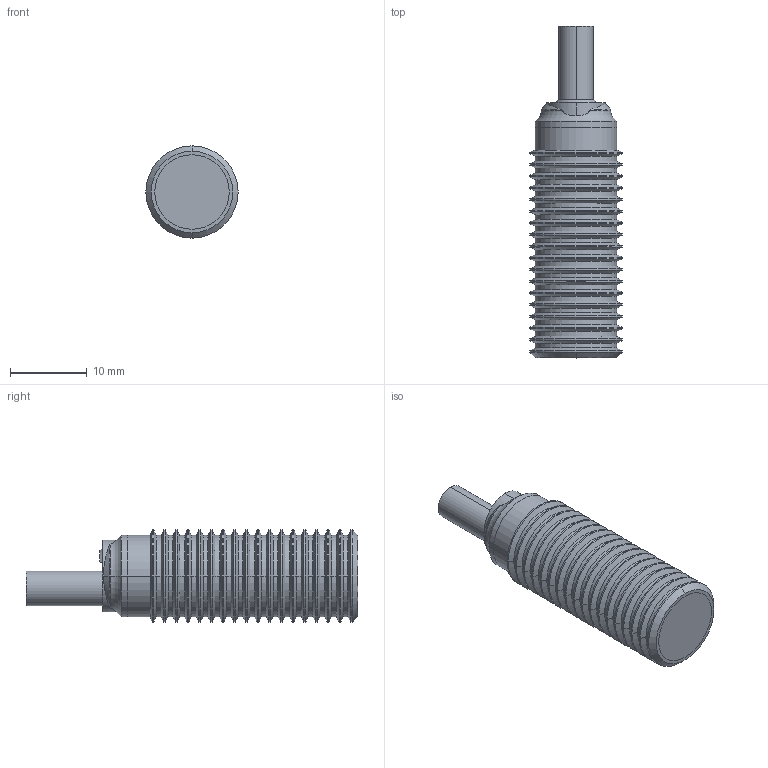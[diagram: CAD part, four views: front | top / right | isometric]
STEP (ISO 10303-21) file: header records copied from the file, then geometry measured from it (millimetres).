
FILE_DESCRIPTION(('STEP AP214'),'1');
FILE_NAME('cctmp_EED780C0-9123-4843-B9C9-CCFCB73941B9_2022_07_21_11_26_59_0897..stp','2022-07-21T09:26:59',('Pepperl+Fuchs GmbH'),('CADClick - www.CADClick.com'),'Spatial InterOp 3D',' ','unknown authorization');
FILE_SCHEMA(('AUTOMOTIVE_DESIGN'));
Length unit declared in the file: millimetre
Products named in the file (6): cc_unnamed; NBB2-12GM30-E2_4; NBB2-12GM30-E2_3; NBB2-12GM30-E2_2; NBB2-12GM30-E2_1; NBB2-12GM30-E2
Assembly tree (5 placements, depth 2):
  cc_unnamed
    NBB2-12GM30-E2_4
    NBB2-12GM30-E2_3
    NBB2-12GM30-E2_2
    NBB2-12GM30-E2_1
    NBB2-12GM30-E2
Bounding box: 12 x 43.21 x 12 mm (x, y, z)
Volume: 3781.7 mm3; surface area: 3152.1 mm2
Topology: 5 solids, 5 shells, 193 faces, 390 edges, 210 vertices
Faces by surface type: cylinder 85, cone 83, plane 17, torus 6, bspline 2
Entity records: 6937 total; most frequent: CARTESIAN_POINT 1153, DIRECTION 964, ORIENTED_EDGE 776, AXIS2_PLACEMENT_3D 397, EDGE_CURVE 388, VERTEX_POINT 210, STYLED_ITEM 198, PRESENTATION_STYLE_ASSIGNMENT 198
